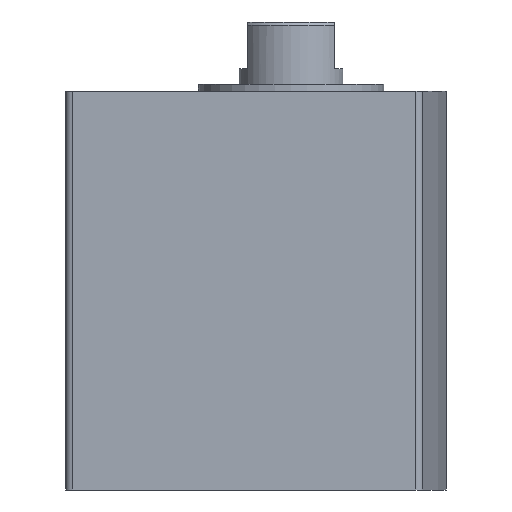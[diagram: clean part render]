
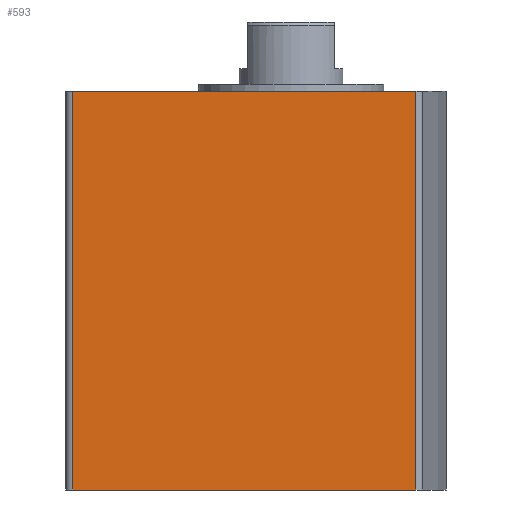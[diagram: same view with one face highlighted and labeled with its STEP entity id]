
A CAD part, left-side view. The second image highlights one B-rep face of the part: STEP entity #593.
In plain terms, the highlighted planar face has unit normal (-1, 0, 0).
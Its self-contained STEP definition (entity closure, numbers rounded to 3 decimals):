
#105=ORIENTED_EDGE('',*,*,#247,.F.);
#106=ORIENTED_EDGE('',*,*,#248,.F.);
#107=ORIENTED_EDGE('',*,*,#249,.T.);
#108=ORIENTED_EDGE('',*,*,#250,.T.);
#247=EDGE_CURVE('',#318,#319,#376,.T.);
#248=EDGE_CURVE('',#320,#318,#377,.T.);
#249=EDGE_CURVE('',#320,#321,#378,.T.);
#250=EDGE_CURVE('',#321,#319,#379,.T.);
#318=VERTEX_POINT('',#967);
#319=VERTEX_POINT('',#968);
#320=VERTEX_POINT('',#970);
#321=VERTEX_POINT('',#972);
#376=LINE('',#966,#398);
#377=LINE('',#969,#399);
#378=LINE('',#971,#400);
#379=LINE('',#973,#401);
#398=VECTOR('',#760,1000.);
#399=VECTOR('',#761,1000.);
#400=VECTOR('',#762,1000.);
#401=VECTOR('',#763,1000.);
#420=EDGE_LOOP('',(#105,#106,#107,#108));
#496=FACE_BOUND('',#420,.T.);
#573=PLANE('',#664);
#593=ADVANCED_FACE('',(#496),#573,.T.);
#664=AXIS2_PLACEMENT_3D('',#965,#758,#759);
#758=DIRECTION('',(-1.,0.,0.));
#759=DIRECTION('',(0.,0.,1.));
#760=DIRECTION('',(0.,-1.,0.));
#761=DIRECTION('',(0.,0.,1.));
#762=DIRECTION('',(0.,-1.,0.));
#763=DIRECTION('',(0.,0.,1.));
#965=CARTESIAN_POINT('',(-10.,12.6,-23.));
#966=CARTESIAN_POINT('',(-10.,12.6,0.));
#967=CARTESIAN_POINT('',(-10.,12.6,0.));
#968=CARTESIAN_POINT('',(-10.,-7.199,0.));
#969=CARTESIAN_POINT('',(-10.,12.6,-23.));
#970=CARTESIAN_POINT('',(-10.,12.6,-23.));
#971=CARTESIAN_POINT('',(-10.,12.6,-23.));
#972=CARTESIAN_POINT('',(-10.,-7.199,-23.));
#973=CARTESIAN_POINT('',(-10.,-7.199,-23.));
